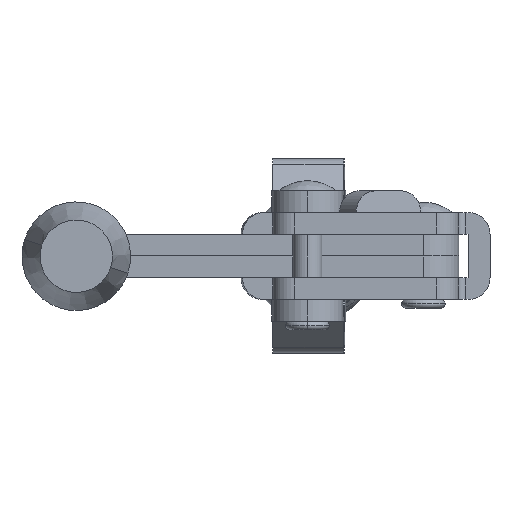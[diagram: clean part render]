
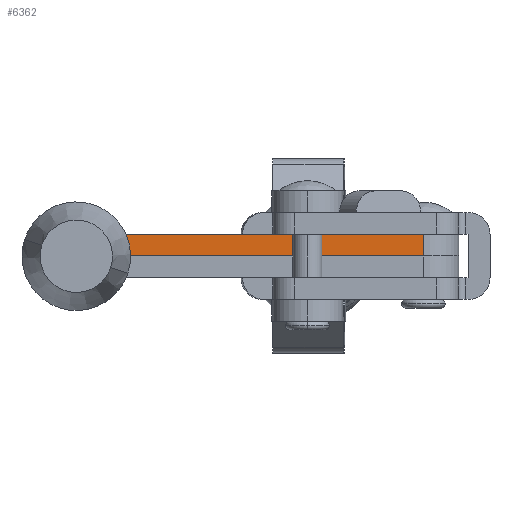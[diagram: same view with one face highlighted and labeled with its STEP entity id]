
A CAD part, front view. The second image highlights one B-rep face of the part: STEP entity #6362.
In plain terms, the highlighted face is planar.
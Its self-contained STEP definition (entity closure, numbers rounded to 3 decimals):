
#253 = AXIS2_PLACEMENT_3D ( 'NONE', #20234, #4654, #22854 ) ;
#291 = VERTEX_POINT ( 'NONE', #23824 ) ;
#466 = LINE ( 'NONE', #21814, #7408 ) ;
#661 = EDGE_LOOP ( 'NONE', ( #6350, #16553, #1079, #13372, #13024, #31728, #30551, #17562, #6213, #16008, #20504 ) ) ;
#1079 = ORIENTED_EDGE ( 'NONE', *, *, #9029, .F. ) ;
#1454 = CARTESIAN_POINT ( 'NONE',  ( -0.213, 3., 0. ) ) ;
#1830 = EDGE_CURVE ( 'NONE', #19469, #9840, #29822, .T. ) ;
#1924 = EDGE_CURVE ( 'NONE', #12414, #26373, #466, .T. ) ;
#1984 = CARTESIAN_POINT ( 'NONE',  ( 0., 0., 0. ) ) ;
#2215 = AXIS2_PLACEMENT_3D ( 'NONE', #20595, #5025, #23218 ) ;
#2281 = EDGE_CURVE ( 'NONE', #30942, #12414, #13912, .T. ) ;
#2902 = CARTESIAN_POINT ( 'NONE',  ( 41.65, 0., 0. ) ) ;
#3288 = CARTESIAN_POINT ( 'NONE',  ( -11.329, 3., 0. ) ) ;
#3836 = EDGE_CURVE ( 'NONE', #21502, #22752, #12254, .T. ) ;
#3915 = VECTOR ( 'NONE', #21480, 1000. ) ;
#3948 = DIRECTION ( 'NONE',  ( 1., 0., 0. ) ) ;
#4066 = DIRECTION ( 'NONE',  ( 0., 0., 1. ) ) ;
#4172 = CARTESIAN_POINT ( 'NONE',  ( -6.257, 3.031, 0. ) ) ;
#4426 = CARTESIAN_POINT ( 'NONE',  ( 0., 3., 0. ) ) ;
#4527 = VECTOR ( 'NONE', #15301, 1000. ) ;
#4654 = DIRECTION ( 'NONE',  ( 0., 0., -1. ) ) ;
#5025 = DIRECTION ( 'NONE',  ( 0., 0., -1. ) ) ;
#5210 = LINE ( 'NONE', #31232, #25126 ) ;
#5546 = CIRCLE ( 'NONE', #20316, 3. ) ;
#6105 = VECTOR ( 'NONE', #25246, 1000. ) ;
#6213 = ORIENTED_EDGE ( 'NONE', *, *, #19982, .F. ) ;
#6350 = ORIENTED_EDGE ( 'NONE', *, *, #15012, .F. ) ;
#6362 = ADVANCED_FACE ( 'NONE', ( #15505 ), #33166, .T. ) ;
#6707 = CARTESIAN_POINT ( 'NONE',  ( -12.83, 0.385, 0. ) ) ;
#6899 = CARTESIAN_POINT ( 'NONE',  ( -1.973, 2.43, 0. ) ) ;
#7408 = VECTOR ( 'NONE', #23534, 1000. ) ;
#8812 = CARTESIAN_POINT ( 'NONE',  ( -4.497, 0.601, 0. ) ) ;
#9029 = EDGE_CURVE ( 'NONE', #26373, #9840, #5210, .T. ) ;
#9093 = DIRECTION ( 'NONE',  ( 0., -1., 0. ) ) ;
#9505 = DIRECTION ( 'NONE',  ( -0.81, -0.587, 0. ) ) ;
#9674 = CARTESIAN_POINT ( 'NONE',  ( -0.213, 0., 0. ) ) ;
#9840 = VERTEX_POINT ( 'NONE', #19217 ) ;
#9860 = VECTOR ( 'NONE', #9093, 1000. ) ;
#10178 = EDGE_CURVE ( 'NONE', #291, #21502, #23870, .T. ) ;
#10384 = EDGE_CURVE ( 'NONE', #22752, #30942, #26703, .T. ) ;
#11011 = CARTESIAN_POINT ( 'NONE',  ( -12.83, 0.385, 0. ) ) ;
#11941 = CARTESIAN_POINT ( 'NONE',  ( -11.329, 3., 0. ) ) ;
#12254 = LINE ( 'NONE', #17576, #4527 ) ;
#12286 = DIRECTION ( 'NONE',  ( -1., 0., 0. ) ) ;
#12414 = VERTEX_POINT ( 'NONE', #14724 ) ;
#13024 = ORIENTED_EDGE ( 'NONE', *, *, #2281, .F. ) ;
#13372 = ORIENTED_EDGE ( 'NONE', *, *, #1924, .F. ) ;
#13830 = CARTESIAN_POINT ( 'NONE',  ( -1.973, 2.43, 0. ) ) ;
#13851 = LINE ( 'NONE', #4426, #6105 ) ;
#13912 = CIRCLE ( 'NONE', #17871, 5.999 ) ;
#14724 = CARTESIAN_POINT ( 'NONE',  ( -2.42, -1.581, 0. ) ) ;
#15012 = EDGE_CURVE ( 'NONE', #19469, #20271, #13851, .T. ) ;
#15301 = DIRECTION ( 'NONE',  ( -0.498, -0.867, 0. ) ) ;
#15337 = CIRCLE ( 'NONE', #2215, 3. ) ;
#15505 = FACE_OUTER_BOUND ( 'NONE', #661, .T. ) ;
#16008 = ORIENTED_EDGE ( 'NONE', *, *, #26316, .F. ) ;
#16553 = ORIENTED_EDGE ( 'NONE', *, *, #1830, .T. ) ;
#17562 = ORIENTED_EDGE ( 'NONE', *, *, #10178, .F. ) ;
#17576 = CARTESIAN_POINT ( 'NONE',  ( -12.83, 0.385, 0. ) ) ;
#17871 = AXIS2_PLACEMENT_3D ( 'NONE', #4172, #4066, #3948 ) ;
#18807 = CARTESIAN_POINT ( 'NONE',  ( 41.65, 3., 0. ) ) ;
#19217 = CARTESIAN_POINT ( 'NONE',  ( 41.65, 0., 0. ) ) ;
#19469 = VERTEX_POINT ( 'NONE', #18807 ) ;
#19790 = EDGE_CURVE ( 'NONE', #20271, #32217, #5546, .T. ) ;
#19982 = EDGE_CURVE ( 'NONE', #27207, #291, #15337, .T. ) ;
#20234 = CARTESIAN_POINT ( 'NONE',  ( -0.213, 0., 0. ) ) ;
#20271 = VERTEX_POINT ( 'NONE', #1454 ) ;
#20316 = AXIS2_PLACEMENT_3D ( 'NONE', #9674, #27899, #12286 ) ;
#20504 = ORIENTED_EDGE ( 'NONE', *, *, #19790, .F. ) ;
#20595 = CARTESIAN_POINT ( 'NONE',  ( -6.257, 3.031, 0. ) ) ;
#21480 = DIRECTION ( 'NONE',  ( -0.81, 0.587, 0. ) ) ;
#21502 = VERTEX_POINT ( 'NONE', #11941 ) ;
#21814 = CARTESIAN_POINT ( 'NONE',  ( -2.42, -1.581, 0. ) ) ;
#22752 = VERTEX_POINT ( 'NONE', #11011 ) ;
#22854 = DIRECTION ( 'NONE',  ( -1., 0., 0. ) ) ;
#23218 = DIRECTION ( 'NONE',  ( 1., 0., 0. ) ) ;
#23534 = DIRECTION ( 'NONE',  ( 0.837, 0.547, 0. ) ) ;
#23824 = CARTESIAN_POINT ( 'NONE',  ( -8.017, 0.601, 0. ) ) ;
#23870 = LINE ( 'NONE', #3288, #3915 ) ;
#24758 = VECTOR ( 'NONE', #9505, 1000. ) ;
#25126 = VECTOR ( 'NONE', #28735, 1000. ) ;
#25246 = DIRECTION ( 'NONE',  ( -1., 0., 0. ) ) ;
#26316 = EDGE_CURVE ( 'NONE', #32217, #27207, #32474, .T. ) ;
#26373 = VERTEX_POINT ( 'NONE', #1984 ) ;
#26703 = LINE ( 'NONE', #6707, #33602 ) ;
#27207 = VERTEX_POINT ( 'NONE', #8812 ) ;
#27414 = DIRECTION ( 'NONE',  ( 0.81, -0.587, 0. ) ) ;
#27899 = DIRECTION ( 'NONE',  ( 0., 0., 1. ) ) ;
#28491 = CARTESIAN_POINT ( 'NONE',  ( -9.778, -1.827, 0. ) ) ;
#28735 = DIRECTION ( 'NONE',  ( 1., 0., 0. ) ) ;
#29822 = LINE ( 'NONE', #2902, #9860 ) ;
#30551 = ORIENTED_EDGE ( 'NONE', *, *, #3836, .F. ) ;
#30942 = VERTEX_POINT ( 'NONE', #28491 ) ;
#31232 = CARTESIAN_POINT ( 'NONE',  ( 0., 0., 0. ) ) ;
#31728 = ORIENTED_EDGE ( 'NONE', *, *, #10384, .F. ) ;
#32217 = VERTEX_POINT ( 'NONE', #13830 ) ;
#32474 = LINE ( 'NONE', #6899, #24758 ) ;
#33166 = PLANE ( 'NONE',  #253 ) ;
#33602 = VECTOR ( 'NONE', #27414, 1000. ) ;
